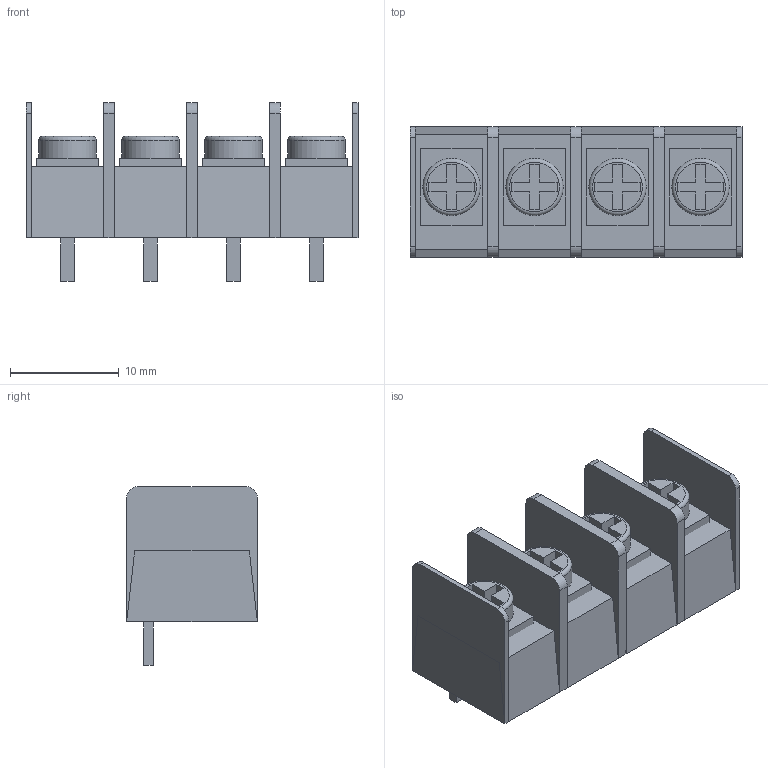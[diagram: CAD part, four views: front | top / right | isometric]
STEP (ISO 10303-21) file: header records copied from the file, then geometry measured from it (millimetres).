
FILE_DESCRIPTION(('FreeCAD Model'),'2;1');
FILE_NAME('Open CASCADE Shape Model','2024-05-28T18:10:23',('Author'),( ''),'Open CASCADE STEP processor 7.5','FreeCAD','Unknown');
FILE_SCHEMA(('AUTOMOTIVE_DESIGN { 1 0 10303 214 1 1 1 1 }'));
Length unit declared in the file: millimetre
Products named in the file (3): Unnamed; Body001; Body
Assembly tree (2 placements, depth 2):
  Unnamed
    Body001
    Body
Bounding box: 30.48 x 12 x 16.4 mm (x, y, z)
Volume: 2936.4 mm3; surface area: 3014.3 mm2
Topology: 2 solids, 2 shells, 172 faces, 426 edges, 266 vertices
Faces by surface type: plane 154, cylinder 14, torus 4
Full cylindrical faces by diameter (mm): 5.262 x4
Entity records: 10583 total; most frequent: CARTESIAN_POINT 1767, DIRECTION 1656, LINE 1214, VECTOR 1214, ORIENTED_EDGE 852, PCURVE 852, DEFINITIONAL_REPRESENTATION 852, EDGE_CURVE 426
